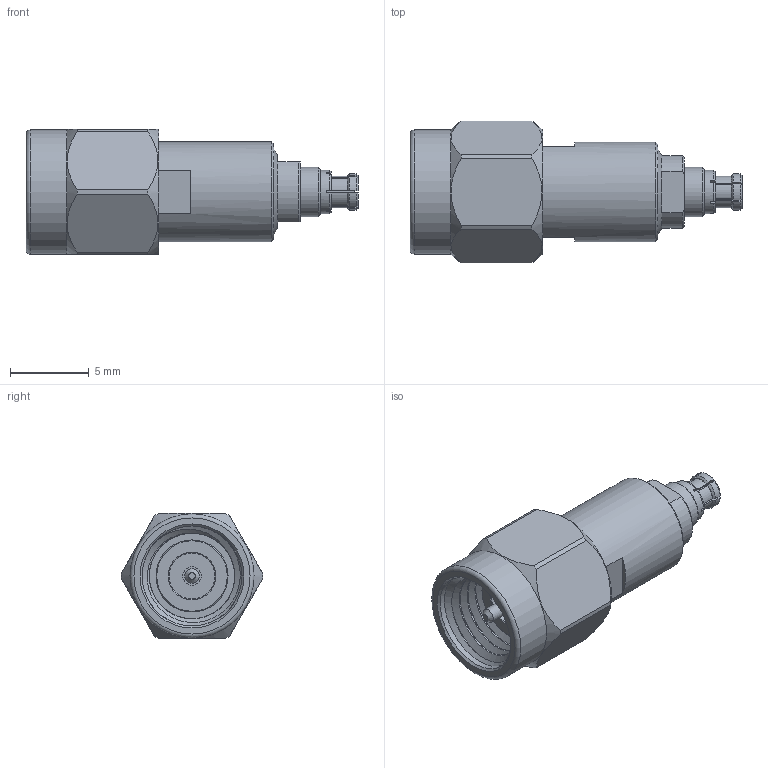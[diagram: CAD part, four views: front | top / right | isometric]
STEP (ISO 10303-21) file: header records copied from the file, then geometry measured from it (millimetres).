
FILE_DESCRIPTION (( 'STEP AP203' ), '1' );
FILE_NAME ('SM8923_3D.step', '2021-09-23T16:45:14', ( '' ), ( '' ), 'SwSTEP 2.0', 'SolidWorks 2021', '' );
FILE_SCHEMA (( 'CONFIG_CONTROL_DESIGN' ));
Length unit declared in the file: inch
Products named in the file (1): SM8923_3D
Bounding box: 21.08 x 9.01 x 7.94 mm (x, y, z)
Volume: 582.3 mm3; surface area: 876.6 mm2
Topology: 1 solids, 1 shells, 154 faces, 406 edges, 267 vertices
Faces by surface type: plane 67, cylinder 42, cone 38, bspline 6, torus 1
Full cylindrical faces by diameter (mm): 0.914 x1, 1.168 x1, 1.651 x1, 2.742 x1, 2.92 x1, 3.14 x1, 4.572 x1, 5.441 x1, 5.594 x1, 6.35 x8, 6.604 x1, 7.881 x1
Entity records: 5921 total; most frequent: CARTESIAN_POINT 2473, ORIENTED_EDGE 690, DIRECTION 680, EDGE_CURVE 345, AXIS2_PLACEMENT_3D 276, VERTEX_POINT 241, EDGE_LOOP 188, FACE_OUTER_BOUND 164
